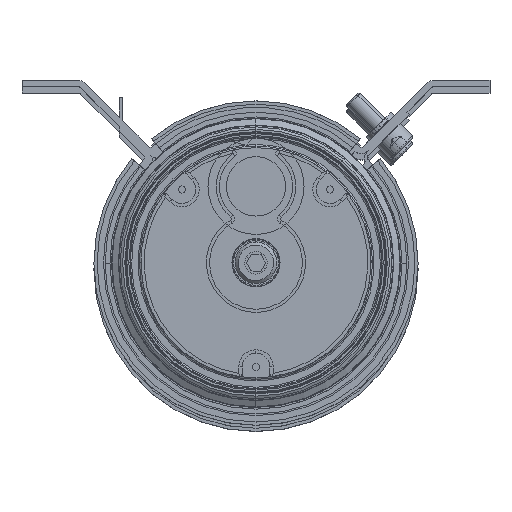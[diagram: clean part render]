
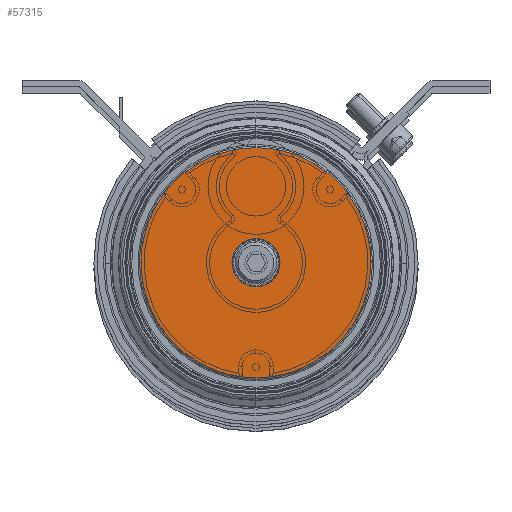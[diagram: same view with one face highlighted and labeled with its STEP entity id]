
A CAD part, top view. The second image highlights one B-rep face of the part: STEP entity #57315.
In plain terms, the highlighted face is planar.
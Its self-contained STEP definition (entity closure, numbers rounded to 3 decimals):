
#148 = AXIS2_PLACEMENT_3D ( 'NONE', #17923, #59540, #44054 ) ;
#11440 = AXIS2_PLACEMENT_3D ( 'NONE', #36734, #44726, #59169 ) ;
#11611 = CARTESIAN_POINT ( 'NONE',  ( 0., 0., 35.884 ) ) ;
#12650 = LINE ( 'NONE', #45225, #34919 ) ;
#14166 = ORIENTED_EDGE ( 'NONE', *, *, #87594, .T. ) ;
#16602 = CARTESIAN_POINT ( 'NONE',  ( -35.884, 0., 0. ) ) ;
#16747 = VERTEX_POINT ( 'NONE', #64570 ) ;
#16822 = DIRECTION ( 'NONE',  ( 0., -1., 0. ) ) ;
#17923 = CARTESIAN_POINT ( 'NONE',  ( 0., 0., 0. ) ) ;
#18797 = ORIENTED_EDGE ( 'NONE', *, *, #59660, .T. ) ;
#18971 = DIRECTION ( 'NONE',  ( -1., 0., 0. ) ) ;
#19198 = DIRECTION ( 'NONE',  ( 0., 0., -1. ) ) ;
#24449 = CIRCLE ( 'NONE', #87447, 35.884 ) ;
#26298 = VERTEX_POINT ( 'NONE', #30465 ) ;
#26872 = AXIS2_PLACEMENT_3D ( 'NONE', #32827, #16822, #73344 ) ;
#27006 = CARTESIAN_POINT ( 'NONE',  ( 8.8, 0., 0. ) ) ;
#30465 = CARTESIAN_POINT ( 'NONE',  ( 0., 0., -7.5 ) ) ;
#30699 = EDGE_CURVE ( 'NONE', #33228, #68557, #42263, .T. ) ;
#31100 = CARTESIAN_POINT ( 'NONE',  ( 35.884, 0., 0. ) ) ;
#32827 = CARTESIAN_POINT ( 'NONE',  ( 0., 0., 0. ) ) ;
#33228 = VERTEX_POINT ( 'NONE', #16602 ) ;
#34428 = AXIS2_PLACEMENT_3D ( 'NONE', #83209, #91730, #19198 ) ;
#34919 = VECTOR ( 'NONE', #43654, 1000. ) ;
#35029 = LINE ( 'NONE', #27006, #75501 ) ;
#36182 = DIRECTION ( 'NONE',  ( 0., 0., -1. ) ) ;
#36520 = EDGE_LOOP ( 'NONE', ( #91704, #70000, #94666, #98130, #50827, #14166 ) ) ;
#36734 = CARTESIAN_POINT ( 'NONE',  ( 0., 0., 0. ) ) ;
#37467 = VERTEX_POINT ( 'NONE', #87671 ) ;
#40681 = EDGE_CURVE ( 'NONE', #26298, #16747, #73442, .T. ) ;
#42263 = CIRCLE ( 'NONE', #26872, 35.884 ) ;
#43654 = DIRECTION ( 'NONE',  ( 1., 0., 0. ) ) ;
#44054 = DIRECTION ( 'NONE',  ( 0., 0., 1. ) ) ;
#44726 = DIRECTION ( 'NONE',  ( 0., 1., 0. ) ) ;
#45079 = VERTEX_POINT ( 'NONE', #31100 ) ;
#45225 = CARTESIAN_POINT ( 'NONE',  ( -8.8, 0., 0. ) ) ;
#45297 = AXIS2_PLACEMENT_3D ( 'NONE', #67579, #67056, #51589 ) ;
#46932 = CARTESIAN_POINT ( 'NONE',  ( 0., 0., -35.884 ) ) ;
#50827 = ORIENTED_EDGE ( 'NONE', *, *, #30699, .T. ) ;
#51589 = DIRECTION ( 'NONE',  ( 0., 0., -1. ) ) ;
#51604 = VERTEX_POINT ( 'NONE', #86749 ) ;
#52125 = FACE_BOUND ( 'NONE', #81656, .T. ) ;
#54161 = VERTEX_POINT ( 'NONE', #11611 ) ;
#57315 = ADVANCED_FACE ( 'NONE', ( #60139, #52125 ), #82521, .T. ) ;
#59169 = DIRECTION ( 'NONE',  ( 0., 0., 1. ) ) ;
#59540 = DIRECTION ( 'NONE',  ( 0., 1., 0. ) ) ;
#59660 = EDGE_CURVE ( 'NONE', #16747, #26298, #93148, .T. ) ;
#60139 = FACE_OUTER_BOUND ( 'NONE', #36520, .T. ) ;
#62170 = CIRCLE ( 'NONE', #75745, 35.884 ) ;
#63485 = EDGE_CURVE ( 'NONE', #45079, #51604, #35029, .T. ) ;
#64570 = CARTESIAN_POINT ( 'NONE',  ( 0., 0., 7.5 ) ) ;
#67056 = DIRECTION ( 'NONE',  ( 0., -1., 0. ) ) ;
#67579 = CARTESIAN_POINT ( 'NONE',  ( 0., 0., 0. ) ) ;
#67641 = EDGE_CURVE ( 'NONE', #33228, #37467, #12650, .T. ) ;
#68557 = VERTEX_POINT ( 'NONE', #46932 ) ;
#69211 = CARTESIAN_POINT ( 'NONE',  ( 0., 0., 0. ) ) ;
#69493 = CARTESIAN_POINT ( 'NONE',  ( 0., 0., 0. ) ) ;
#70000 = ORIENTED_EDGE ( 'NONE', *, *, #84527, .T. ) ;
#73344 = DIRECTION ( 'NONE',  ( 0., 0., -1. ) ) ;
#73442 = CIRCLE ( 'NONE', #148, 7.5 ) ;
#75501 = VECTOR ( 'NONE', #18971, 1000. ) ;
#75745 = AXIS2_PLACEMENT_3D ( 'NONE', #69211, #77722, #36182 ) ;
#77722 = DIRECTION ( 'NONE',  ( 0., -1., 0. ) ) ;
#78515 = ORIENTED_EDGE ( 'NONE', *, *, #40681, .T. ) ;
#81656 = EDGE_LOOP ( 'NONE', ( #78515, #18797 ) ) ;
#82428 = EDGE_CURVE ( 'NONE', #54161, #37467, #88903, .T. ) ;
#82521 = PLANE ( 'NONE',  #45297 ) ;
#83209 = CARTESIAN_POINT ( 'NONE',  ( 0., 0., 0. ) ) ;
#84527 = EDGE_CURVE ( 'NONE', #51604, #54161, #24449, .T. ) ;
#86749 = CARTESIAN_POINT ( 'NONE',  ( 35.884, 0., 0. ) ) ;
#87447 = AXIS2_PLACEMENT_3D ( 'NONE', #69493, #93474, #102017 ) ;
#87594 = EDGE_CURVE ( 'NONE', #68557, #45079, #62170, .T. ) ;
#87671 = CARTESIAN_POINT ( 'NONE',  ( -35.884, 0., 0. ) ) ;
#88903 = CIRCLE ( 'NONE', #34428, 35.884 ) ;
#91704 = ORIENTED_EDGE ( 'NONE', *, *, #63485, .T. ) ;
#91730 = DIRECTION ( 'NONE',  ( 0., -1., 0. ) ) ;
#93148 = CIRCLE ( 'NONE', #11440, 7.5 ) ;
#93474 = DIRECTION ( 'NONE',  ( 0., -1., 0. ) ) ;
#94666 = ORIENTED_EDGE ( 'NONE', *, *, #82428, .T. ) ;
#98130 = ORIENTED_EDGE ( 'NONE', *, *, #67641, .F. ) ;
#102017 = DIRECTION ( 'NONE',  ( 0., 0., -1. ) ) ;
